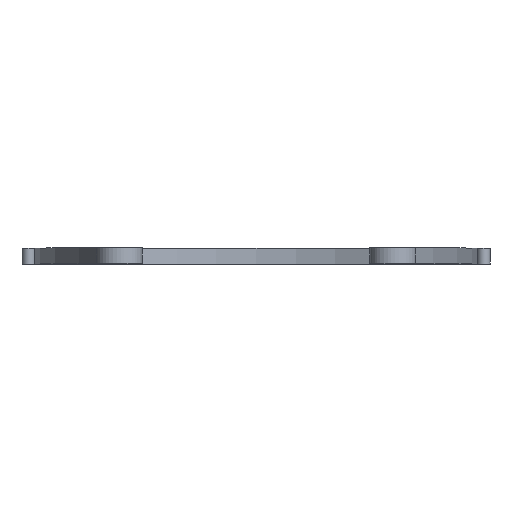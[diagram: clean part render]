
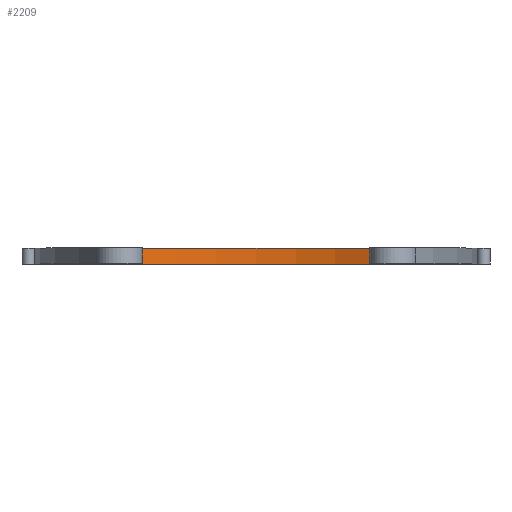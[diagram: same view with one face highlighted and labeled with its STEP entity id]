
A CAD part, top view. The second image highlights one B-rep face of the part: STEP entity #2209.
In plain terms, the highlighted cylindrical face has radius 102.6 mm (diameter 205.201 mm), a partial arc.
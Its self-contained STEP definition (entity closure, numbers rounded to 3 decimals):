
#61=CIRCLE('',#2266,102.6);
#163=CIRCLE('',#2402,102.6);
#291=CYLINDRICAL_SURFACE('',#2517,102.6);
#405=FACE_OUTER_BOUND('',#527,.T.);
#527=EDGE_LOOP('',(#2065,#2066,#2067,#2068));
#683=LINE('',#3936,#839);
#684=LINE('',#3938,#840);
#839=VECTOR('',#3259,10.);
#840=VECTOR('',#3262,10.);
#891=VERTEX_POINT('',#3370);
#892=VERTEX_POINT('',#3372);
#1020=VERTEX_POINT('',#3697);
#1021=VERTEX_POINT('',#3699);
#1117=EDGE_CURVE('',#891,#892,#61,.T.);
#1281=EDGE_CURVE('',#1020,#1021,#163,.T.);
#1399=EDGE_CURVE('',#1020,#892,#683,.T.);
#1400=EDGE_CURVE('',#1021,#891,#684,.T.);
#2065=ORIENTED_EDGE('',*,*,#1281,.F.);
#2066=ORIENTED_EDGE('',*,*,#1399,.T.);
#2067=ORIENTED_EDGE('',*,*,#1117,.F.);
#2068=ORIENTED_EDGE('',*,*,#1400,.F.);
#2209=ADVANCED_FACE('',(#405),#291,.F.);
#2266=AXIS2_PLACEMENT_3D('',#3373,#2617,#2618);
#2402=AXIS2_PLACEMENT_3D('',#3700,#2951,#2952);
#2517=AXIS2_PLACEMENT_3D('',#3937,#3260,#3261);
#2617=DIRECTION('center_axis',(0.,-1.,0.));
#2618=DIRECTION('ref_axis',(0.439,0.,-0.899));
#2951=DIRECTION('center_axis',(0.,1.,0.));
#2952=DIRECTION('ref_axis',(0.439,0.,-0.899));
#3259=DIRECTION('',(0.,1.,0.));
#3260=DIRECTION('center_axis',(0.,1.,0.));
#3261=DIRECTION('ref_axis',(0.439,0.,-0.899));
#3262=DIRECTION('',(0.,1.,0.));
#3370=CARTESIAN_POINT('',(30.,6.096,-140.));
#3372=CARTESIAN_POINT('',(120.,6.096,-140.));
#3373=CARTESIAN_POINT('Origin',(75.,6.096,-47.795));
#3697=CARTESIAN_POINT('',(120.,0.,-140.));
#3699=CARTESIAN_POINT('',(30.,0.,-140.));
#3700=CARTESIAN_POINT('Origin',(75.,0.,-47.795));
#3936=CARTESIAN_POINT('',(120.,0.,-140.));
#3937=CARTESIAN_POINT('Origin',(75.,0.,-47.795));
#3938=CARTESIAN_POINT('',(30.,0.,-140.));
